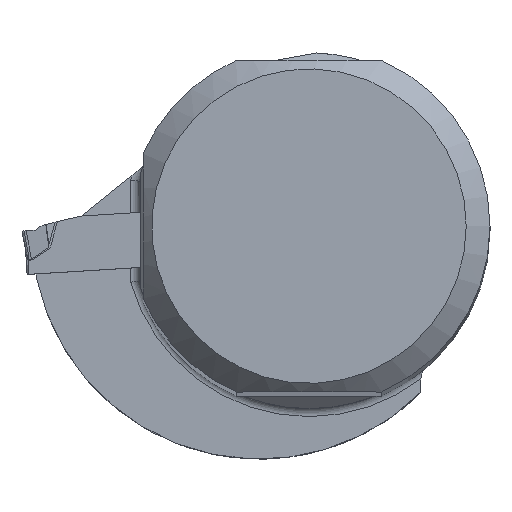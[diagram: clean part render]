
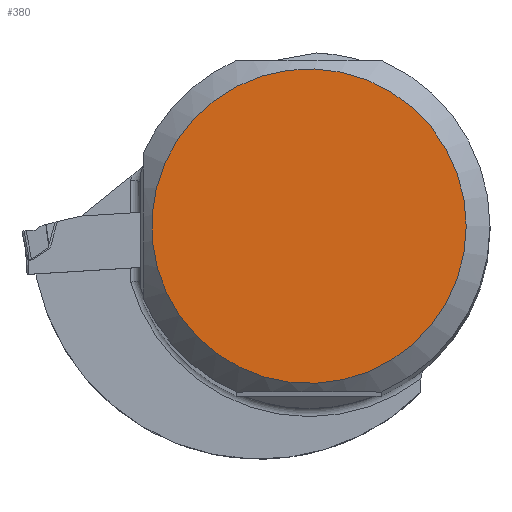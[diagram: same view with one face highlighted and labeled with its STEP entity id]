
A CAD part, top view. The second image highlights one B-rep face of the part: STEP entity #380.
In plain terms, the highlighted planar face has unit normal (0, 0, 1).
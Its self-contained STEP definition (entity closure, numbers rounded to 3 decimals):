
#242=FACE_OUTER_BOUND('',#993,.T.);
#380=ADVANCED_FACE('TB_BL_N10_SU6',(#242),#505,.T.);
#505=PLANE('',#2633);
#993=EDGE_LOOP('',(#1305));
#1305=ORIENTED_EDGE('',*,*,#2185,.T.);
#1922=VERTEX_POINT('',#3757);
#2185=EDGE_CURVE('',#1922,#1922,#2454,.T.);
#2454=CIRCLE('',#2628,16.55);
#2628=AXIS2_PLACEMENT_3D('',#3756,#2981,#2982);
#2633=AXIS2_PLACEMENT_3D('',#3838,#2991,#2992);
#2981=DIRECTION('',(0.,0.,1.));
#2982=DIRECTION('',(1.,0.,0.));
#2991=DIRECTION('',(0.,0.,1.));
#2992=DIRECTION('',(1.,0.,0.));
#3756=CARTESIAN_POINT('',(0.,0.,0.));
#3757=CARTESIAN_POINT('',(16.55,0.,0.));
#3838=CARTESIAN_POINT('',(0.,0.,0.));
